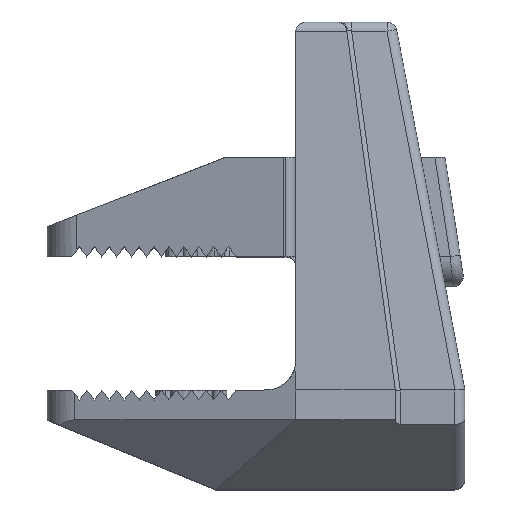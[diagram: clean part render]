
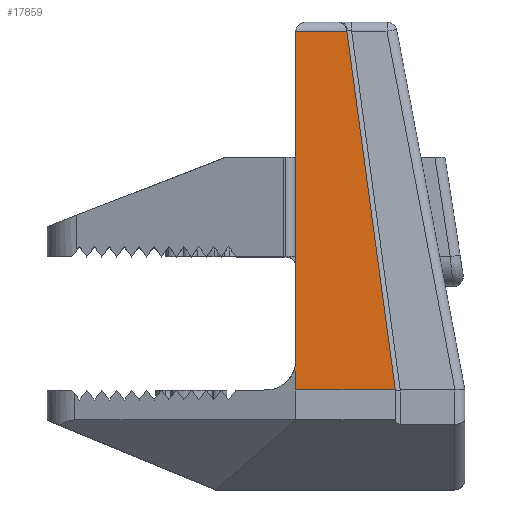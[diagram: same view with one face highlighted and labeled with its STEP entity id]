
A CAD part, top view. The second image highlights one B-rep face of the part: STEP entity #17859.
In plain terms, the highlighted planar face has unit normal (0, 0.013, 1).
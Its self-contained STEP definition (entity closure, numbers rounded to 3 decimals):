
#178 = VERTEX_POINT ( 'NONE', #13315 ) ;
#399 = EDGE_CURVE ( 'NONE', #178, #15289, #4462, .T. ) ;
#422 = DIRECTION ( 'NONE',  ( -0.134, 0.991, -0.013 ) ) ;
#508 = B_SPLINE_CURVE_WITH_KNOTS ( 'NONE', 3,
 ( #22991, #7506, #11938, #27471 ),
 .UNSPECIFIED., .F., .F.,
 ( 4, 4 ),
 ( 0., 1. ),
 .UNSPECIFIED. ) ;
#706 = LINE ( 'NONE', #18819, #11828 ) ;
#711 = VECTOR ( 'NONE', #422, 1000. ) ;
#1216 = VERTEX_POINT ( 'NONE', #24361 ) ;
#1349 = DIRECTION ( 'NONE',  ( 0., 0.014, 1. ) ) ;
#1745 = CARTESIAN_POINT ( 'NONE',  ( -5., 13., 19.959 ) ) ;
#2159 = DIRECTION ( 'NONE',  ( 0.042, -0.999, 0.014 ) ) ;
#4228 = ORIENTED_EDGE ( 'NONE', *, *, #18587, .T. ) ;
#4462 = LINE ( 'NONE', #21767, #22857 ) ;
#5145 = AXIS2_PLACEMENT_3D ( 'NONE', #21270, #1349, #16880 ) ;
#5344 = VERTEX_POINT ( 'NONE', #25837 ) ;
#5369 = LINE ( 'NONE', #28776, #8482 ) ;
#6243 = CARTESIAN_POINT ( 'NONE',  ( -5.032, 12.496, 19.966 ) ) ;
#6372 = ORIENTED_EDGE ( 'NONE', *, *, #26802, .T. ) ;
#6408 = EDGE_CURVE ( 'NONE', #1216, #15289, #508, .T. ) ;
#6638 = LINE ( 'NONE', #11489, #711 ) ;
#7506 = CARTESIAN_POINT ( 'NONE',  ( -5., 46.005, 19.513 ) ) ;
#7627 = ORIENTED_EDGE ( 'NONE', *, *, #17099, .T. ) ;
#8058 = ORIENTED_EDGE ( 'NONE', *, *, #6408, .F. ) ;
#8482 = VECTOR ( 'NONE', #2159, 1000. ) ;
#8907 = CARTESIAN_POINT ( 'NONE',  ( -5., 10., 20. ) ) ;
#10207 = PLANE ( 'NONE',  #5145 ) ;
#10721 = DIRECTION ( 'NONE',  ( -1., 0., 0. ) ) ;
#11115 = DIRECTION ( 'NONE',  ( 1., 0., 0. ) ) ;
#11489 = CARTESIAN_POINT ( 'NONE',  ( 5., 10., 20. ) ) ;
#11828 = VECTOR ( 'NONE', #20765, 1000. ) ;
#11938 = CARTESIAN_POINT ( 'NONE',  ( -5., 46.009, 19.513 ) ) ;
#12185 = VERTEX_POINT ( 'NONE', #16605 ) ;
#12840 = EDGE_LOOP ( 'NONE', ( #7627, #24707, #14221, #8058, #24116, #4228, #6372 ) ) ;
#13315 = CARTESIAN_POINT ( 'NONE',  ( 0.133, 46.014, 19.513 ) ) ;
#14221 = ORIENTED_EDGE ( 'NONE', *, *, #399, .T. ) ;
#15042 = CARTESIAN_POINT ( 'NONE',  ( -5., 12.747, 19.963 ) ) ;
#15289 = VERTEX_POINT ( 'NONE', #25498 ) ;
#15294 = EDGE_CURVE ( 'NONE', #1216, #12185, #706, .T. ) ;
#16253 = CARTESIAN_POINT ( 'NONE',  ( -5., 10., 20. ) ) ;
#16605 = CARTESIAN_POINT ( 'NONE',  ( -5., 13., 19.959 ) ) ;
#16880 = DIRECTION ( 'NONE',  ( 0., -1., 0.014 ) ) ;
#16968 = VECTOR ( 'NONE', #11115, 1000. ) ;
#17099 = EDGE_CURVE ( 'NONE', #19301, #23523, #20090, .T. ) ;
#17859 = ADVANCED_FACE ( 'NONE', ( #20058 ), #10207, .T. ) ;
#18587 = EDGE_CURVE ( 'NONE', #12185, #5344, #28400, .T. ) ;
#18819 = CARTESIAN_POINT ( 'NONE',  ( -5., 10., 20. ) ) ;
#19301 = VERTEX_POINT ( 'NONE', #16253 ) ;
#19814 = EDGE_CURVE ( 'NONE', #23523, #178, #6638, .T. ) ;
#20058 = FACE_OUTER_BOUND ( 'NONE', #12840, .T. ) ;
#20090 = LINE ( 'NONE', #8907, #16968 ) ;
#20765 = DIRECTION ( 'NONE',  ( 0., -1., 0.014 ) ) ;
#20768 = CARTESIAN_POINT ( 'NONE',  ( 5., 10., 20. ) ) ;
#21270 = CARTESIAN_POINT ( 'NONE',  ( 5., 10., 20. ) ) ;
#21740 = CARTESIAN_POINT ( 'NONE',  ( -5.095, 12.251, 19.97 ) ) ;
#21767 = CARTESIAN_POINT ( 'NONE',  ( 5., 46.014, 19.513 ) ) ;
#22857 = VECTOR ( 'NONE', #10721, 1000. ) ;
#22991 = CARTESIAN_POINT ( 'NONE',  ( -5., 46., 19.514 ) ) ;
#23523 = VERTEX_POINT ( 'NONE', #20768 ) ;
#24116 = ORIENTED_EDGE ( 'NONE', *, *, #15294, .T. ) ;
#24361 = CARTESIAN_POINT ( 'NONE',  ( -5., 46., 19.514 ) ) ;
#24707 = ORIENTED_EDGE ( 'NONE', *, *, #19814, .T. ) ;
#25498 = CARTESIAN_POINT ( 'NONE',  ( -5., 46.014, 19.513 ) ) ;
#25837 = CARTESIAN_POINT ( 'NONE',  ( -5.095, 12.251, 19.97 ) ) ;
#26802 = EDGE_CURVE ( 'NONE', #5344, #19301, #5369, .T. ) ;
#27471 = CARTESIAN_POINT ( 'NONE',  ( -5., 46.014, 19.513 ) ) ;
#28400 =( BOUNDED_CURVE ( )  B_SPLINE_CURVE ( 3, ( #1745, #15042, #6243, #21740 ),
 .UNSPECIFIED., .F., .F. ) 
 B_SPLINE_CURVE_WITH_KNOTS ( ( 4, 4 ),
 ( 1.571, 1.823 ),
 .UNSPECIFIED. ) 
 CURVE ( )  GEOMETRIC_REPRESENTATION_ITEM ( )  RATIONAL_B_SPLINE_CURVE ( ( 1., 0.995, 0.995, 1. ) ) 
 REPRESENTATION_ITEM ( '' )  );
#28776 = CARTESIAN_POINT ( 'NONE',  ( -5.095, 12.251, 19.97 ) ) ;
